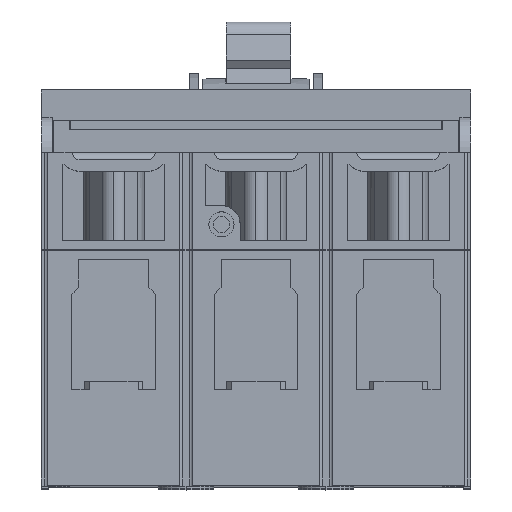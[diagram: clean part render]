
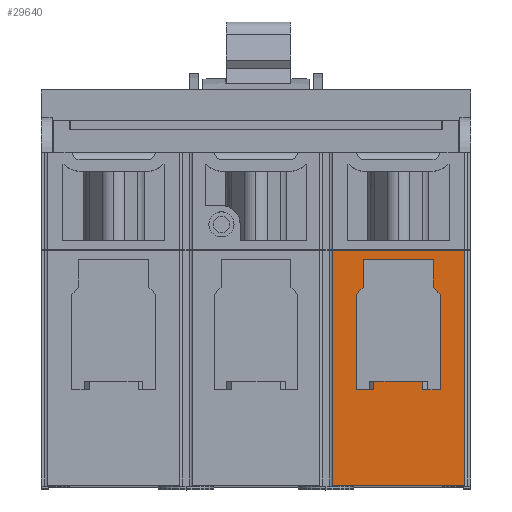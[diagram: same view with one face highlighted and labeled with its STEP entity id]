
A CAD part, top view. The second image highlights one B-rep face of the part: STEP entity #29640.
In plain terms, the highlighted planar face has unit normal (0, 0, 1).
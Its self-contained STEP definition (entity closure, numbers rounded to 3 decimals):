
#810 = DIRECTION ( 'NONE',  ( -1., 0., 0. ) ) ;
#928 = VECTOR ( 'NONE', #30811, 1000. ) ;
#945 = EDGE_CURVE ( 'NONE', #14714, #23271, #20787, .T. ) ;
#1619 = CARTESIAN_POINT ( 'NONE',  ( 25.25, 22.4, 77.5 ) ) ;
#1969 = EDGE_CURVE ( 'NONE', #47091, #14714, #28378, .T. ) ;
#2334 = EDGE_CURVE ( 'NONE', #6522, #16832, #11288, .T. ) ;
#2539 = CARTESIAN_POINT ( 'NONE',  ( 25.25, 20.6, 77.5 ) ) ;
#3097 = ORIENTED_EDGE ( 'NONE', *, *, #42286, .T. ) ;
#3186 = CARTESIAN_POINT ( 'NONE',  ( 25.25, 71.5, 77.5 ) ) ;
#3489 = EDGE_CURVE ( 'NONE', #6729, #44269, #19590, .T. ) ;
#3665 = VERTEX_POINT ( 'NONE', #22575 ) ;
#4510 = CARTESIAN_POINT ( 'NONE',  ( 16.3, 50.5, 77.5 ) ) ;
#4738 = EDGE_CURVE ( 'NONE', #36595, #39964, #41015, .T. ) ;
#5059 = DIRECTION ( 'NONE',  ( -0.707, 0.707, 0. ) ) ;
#5086 = VECTOR ( 'NONE', #45346, 1000. ) ;
#5093 = ORIENTED_EDGE ( 'NONE', *, *, #13507, .F. ) ;
#5511 = VECTOR ( 'NONE', #5059, 1000. ) ;
#6027 = VECTOR ( 'NONE', #810, 1000. ) ;
#6296 = VERTEX_POINT ( 'NONE', #37688 ) ;
#6522 = VERTEX_POINT ( 'NONE', #6592 ) ;
#6592 = CARTESIAN_POINT ( 'NONE',  ( 21.5, 20.6, 77.5 ) ) ;
#6729 = VERTEX_POINT ( 'NONE', #14093 ) ;
#6873 = ORIENTED_EDGE ( 'NONE', *, *, #38300, .F. ) ;
#6956 = DIRECTION ( 'NONE',  ( 0., -1., 0. ) ) ;
#7358 = CARTESIAN_POINT ( 'NONE',  ( 38., 42.6, 77.5 ) ) ;
#7997 = VERTEX_POINT ( 'NONE', #44124 ) ;
#8463 = FACE_OUTER_BOUND ( 'NONE', #35717, .T. ) ;
#9128 = LINE ( 'NONE', #45877, #5511 ) ;
#9520 = ORIENTED_EDGE ( 'NONE', *, *, #32830, .T. ) ;
#9647 = ORIENTED_EDGE ( 'NONE', *, *, #4738, .T. ) ;
#9696 = CARTESIAN_POINT ( 'NONE',  ( 21.5, 41.1, 77.5 ) ) ;
#9827 = LINE ( 'NONE', #34672, #10786 ) ;
#10786 = VECTOR ( 'NONE', #22504, 1000. ) ;
#11128 = VERTEX_POINT ( 'NONE', #33452 ) ;
#11288 = LINE ( 'NONE', #52932, #18981 ) ;
#11315 = CARTESIAN_POINT ( 'NONE',  ( 21.5, 41.1, 77.5 ) ) ;
#11695 = LINE ( 'NONE', #7358, #44265 ) ;
#12363 = LINE ( 'NONE', #21003, #45981 ) ;
#12364 = DIRECTION ( 'NONE',  ( 0., 1., 0. ) ) ;
#12539 = DIRECTION ( 'NONE',  ( -1., 0., 0. ) ) ;
#13507 = EDGE_CURVE ( 'NONE', #11128, #43279, #19709, .T. ) ;
#14093 = CARTESIAN_POINT ( 'NONE',  ( 44.7, 50.5, 77.5 ) ) ;
#14120 = CARTESIAN_POINT ( 'NONE',  ( 38., 48.6, 77.5 ) ) ;
#14486 = ORIENTED_EDGE ( 'NONE', *, *, #2334, .F. ) ;
#14714 = VERTEX_POINT ( 'NONE', #29174 ) ;
#15385 = DIRECTION ( 'NONE',  ( 1., 0., 0. ) ) ;
#16153 = LINE ( 'NONE', #32382, #5086 ) ;
#16476 = ORIENTED_EDGE ( 'NONE', *, *, #44251, .T. ) ;
#16736 = ORIENTED_EDGE ( 'NONE', *, *, #17593, .F. ) ;
#16832 = VERTEX_POINT ( 'NONE', #2539 ) ;
#17593 = EDGE_CURVE ( 'NONE', #43279, #6522, #31346, .T. ) ;
#18035 = EDGE_CURVE ( 'NONE', #3665, #7997, #42782, .T. ) ;
#18167 = DIRECTION ( 'NONE',  ( -1., 0., 0. ) ) ;
#18981 = VECTOR ( 'NONE', #23990, 1000. ) ;
#19242 = EDGE_CURVE ( 'NONE', #47091, #6296, #24529, .T. ) ;
#19590 = LINE ( 'NONE', #45509, #48479 ) ;
#19709 = LINE ( 'NONE', #35389, #20948 ) ;
#20460 = CARTESIAN_POINT ( 'NONE',  ( 16.3, 71.5, 77.5 ) ) ;
#20783 = VECTOR ( 'NONE', #18167, 1000. ) ;
#20787 = LINE ( 'NONE', #49737, #27530 ) ;
#20910 = CARTESIAN_POINT ( 'NONE',  ( 46., 71.5, 77.5 ) ) ;
#20948 = VECTOR ( 'NONE', #27042, 1000. ) ;
#21003 = CARTESIAN_POINT ( 'NONE',  ( 24.25, 22.4, 77.5 ) ) ;
#21090 = LINE ( 'NONE', #42420, #6027 ) ;
#21580 = VECTOR ( 'NONE', #15385, 1000. ) ;
#22267 = VERTEX_POINT ( 'NONE', #1619 ) ;
#22504 = DIRECTION ( 'NONE',  ( 1., 0., 0. ) ) ;
#22575 = CARTESIAN_POINT ( 'NONE',  ( 38., 48.6, 77.5 ) ) ;
#23271 = VERTEX_POINT ( 'NONE', #31429 ) ;
#23488 = VECTOR ( 'NONE', #12364, 1000. ) ;
#23853 = DIRECTION ( 'NONE',  ( 0., 1., 0. ) ) ;
#23990 = DIRECTION ( 'NONE',  ( 1., 0., 0. ) ) ;
#24252 = DIRECTION ( 'NONE',  ( 1., 0., 0. ) ) ;
#24529 = LINE ( 'NONE', #49404, #23488 ) ;
#24703 = PLANE ( 'NONE',  #29464 ) ;
#24952 = FACE_BOUND ( 'NONE', #44515, .T. ) ;
#25689 = ORIENTED_EDGE ( 'NONE', *, *, #18035, .F. ) ;
#27042 = DIRECTION ( 'NONE',  ( -0.707, -0.707, 0. ) ) ;
#27530 = VECTOR ( 'NONE', #29444, 1000. ) ;
#28098 = CARTESIAN_POINT ( 'NONE',  ( 35.75, 20.6, 77.5 ) ) ;
#28378 = LINE ( 'NONE', #40524, #21580 ) ;
#28393 = VERTEX_POINT ( 'NONE', #47410 ) ;
#29065 = VECTOR ( 'NONE', #6956, 1000. ) ;
#29174 = CARTESIAN_POINT ( 'NONE',  ( 39.5, 20.6, 77.5 ) ) ;
#29444 = DIRECTION ( 'NONE',  ( 0., 1., 0. ) ) ;
#29464 = AXIS2_PLACEMENT_3D ( 'NONE', #20910, #32794, #12539 ) ;
#29640 = ADVANCED_FACE ( 'NONE', ( #24952, #8463 ), #24703, .F. ) ;
#30811 = DIRECTION ( 'NONE',  ( 0., -1., 0. ) ) ;
#31346 = LINE ( 'NONE', #11315, #928 ) ;
#31429 = CARTESIAN_POINT ( 'NONE',  ( 39.5, 41.1, 77.5 ) ) ;
#32013 = DIRECTION ( 'NONE',  ( 0., -1., 0. ) ) ;
#32382 = CARTESIAN_POINT ( 'NONE',  ( 23., 48.6, 77.5 ) ) ;
#32794 = DIRECTION ( 'NONE',  ( 0., 0., -1. ) ) ;
#32830 = EDGE_CURVE ( 'NONE', #6729, #36595, #21090, .T. ) ;
#33452 = CARTESIAN_POINT ( 'NONE',  ( 23., 42.6, 77.5 ) ) ;
#34296 = ORIENTED_EDGE ( 'NONE', *, *, #945, .F. ) ;
#34672 = CARTESIAN_POINT ( 'NONE',  ( 46., 0., 77.5 ) ) ;
#35025 = DIRECTION ( 'NONE',  ( 0., -1., 0. ) ) ;
#35389 = CARTESIAN_POINT ( 'NONE',  ( 23., 42.6, 77.5 ) ) ;
#35717 = EDGE_LOOP ( 'NONE', ( #9520, #9647, #3097, #46598 ) ) ;
#36595 = VERTEX_POINT ( 'NONE', #4510 ) ;
#37688 = CARTESIAN_POINT ( 'NONE',  ( 35.75, 22.4, 77.5 ) ) ;
#38300 = EDGE_CURVE ( 'NONE', #28393, #3665, #11695, .T. ) ;
#38902 = VECTOR ( 'NONE', #35025, 1000. ) ;
#38911 = CARTESIAN_POINT ( 'NONE',  ( 16.3, 0., 77.5 ) ) ;
#39603 = ORIENTED_EDGE ( 'NONE', *, *, #53098, .F. ) ;
#39964 = VERTEX_POINT ( 'NONE', #38911 ) ;
#40524 = CARTESIAN_POINT ( 'NONE',  ( 39.5, 20.6, 77.5 ) ) ;
#41015 = LINE ( 'NONE', #20460, #38902 ) ;
#42286 = EDGE_CURVE ( 'NONE', #39964, #44269, #9827, .T. ) ;
#42420 = CARTESIAN_POINT ( 'NONE',  ( 46., 50.5, 77.5 ) ) ;
#42619 = ORIENTED_EDGE ( 'NONE', *, *, #50188, .F. ) ;
#42743 = LINE ( 'NONE', #3186, #29065 ) ;
#42782 = LINE ( 'NONE', #14120, #20783 ) ;
#43279 = VERTEX_POINT ( 'NONE', #9696 ) ;
#44124 = CARTESIAN_POINT ( 'NONE',  ( 23., 48.6, 77.5 ) ) ;
#44251 = EDGE_CURVE ( 'NONE', #22267, #16832, #42743, .T. ) ;
#44265 = VECTOR ( 'NONE', #23853, 1000. ) ;
#44269 = VERTEX_POINT ( 'NONE', #48870 ) ;
#44515 = EDGE_LOOP ( 'NONE', ( #49227, #48779, #42619, #16476, #14486, #16736, #5093, #49303, #25689, #6873, #39603, #34296 ) ) ;
#45346 = DIRECTION ( 'NONE',  ( 0., -1., 0. ) ) ;
#45509 = CARTESIAN_POINT ( 'NONE',  ( 44.7, 71.5, 77.5 ) ) ;
#45877 = CARTESIAN_POINT ( 'NONE',  ( 39.5, 41.1, 77.5 ) ) ;
#45981 = VECTOR ( 'NONE', #24252, 1000. ) ;
#46046 = EDGE_CURVE ( 'NONE', #7997, #11128, #16153, .T. ) ;
#46598 = ORIENTED_EDGE ( 'NONE', *, *, #3489, .F. ) ;
#47091 = VERTEX_POINT ( 'NONE', #28098 ) ;
#47410 = CARTESIAN_POINT ( 'NONE',  ( 38., 42.6, 77.5 ) ) ;
#48479 = VECTOR ( 'NONE', #32013, 1000. ) ;
#48779 = ORIENTED_EDGE ( 'NONE', *, *, #19242, .T. ) ;
#48870 = CARTESIAN_POINT ( 'NONE',  ( 44.7, 0., 77.5 ) ) ;
#49227 = ORIENTED_EDGE ( 'NONE', *, *, #1969, .F. ) ;
#49303 = ORIENTED_EDGE ( 'NONE', *, *, #46046, .F. ) ;
#49404 = CARTESIAN_POINT ( 'NONE',  ( 35.75, 71.5, 77.5 ) ) ;
#49737 = CARTESIAN_POINT ( 'NONE',  ( 39.5, 20.6, 77.5 ) ) ;
#50188 = EDGE_CURVE ( 'NONE', #22267, #6296, #12363, .T. ) ;
#52932 = CARTESIAN_POINT ( 'NONE',  ( 39.5, 20.6, 77.5 ) ) ;
#53098 = EDGE_CURVE ( 'NONE', #23271, #28393, #9128, .T. ) ;
